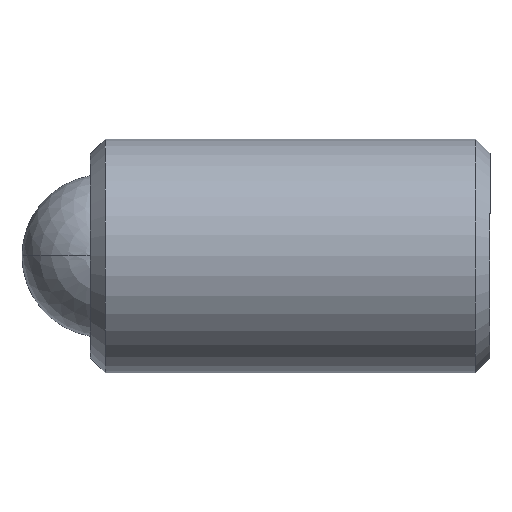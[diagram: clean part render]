
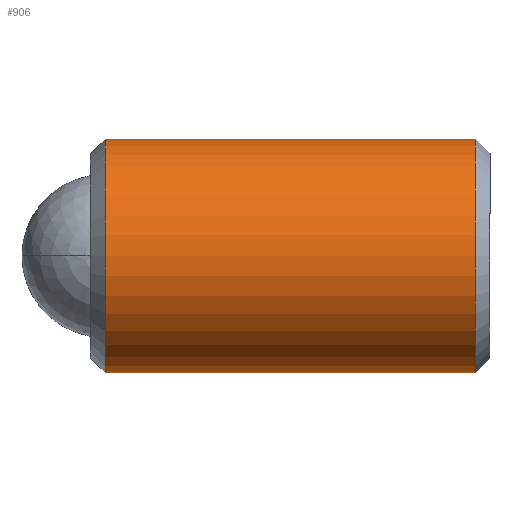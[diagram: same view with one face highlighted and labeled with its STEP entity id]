
A CAD part, top view. The second image highlights one B-rep face of the part: STEP entity #906.
In plain terms, the highlighted cylindrical face has radius 2 mm (diameter 4 mm), a partial arc.
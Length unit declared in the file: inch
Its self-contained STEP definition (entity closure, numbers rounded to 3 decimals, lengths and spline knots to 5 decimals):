
#6 = DIRECTION ( 'NONE',  ( -1., 0., 0. ) ) ;
#14 = VERTEX_POINT ( 'NONE', #531 ) ;
#21 = CARTESIAN_POINT ( 'NONE',  ( -0.18291, 0.06968, 0.25871 ) ) ;
#65 = EDGE_CURVE ( 'NONE', #1441, #532, #614, .T. ) ;
#356 = EDGE_LOOP ( 'NONE', ( #1371, #797, #719, #1018 ) ) ;
#370 = DIRECTION ( 'NONE',  ( -1., 0., 0. ) ) ;
#472 = AXIS2_PLACEMENT_3D ( 'NONE', #1595, #1440, #1207 ) ;
#505 = EDGE_CURVE ( 'NONE', #532, #14, #698, .T. ) ;
#526 = VECTOR ( 'NONE', #893, 39.37008 ) ;
#527 = DIRECTION ( 'NONE',  ( 1., 0., 0. ) ) ;
#531 = CARTESIAN_POINT ( 'NONE',  ( -0.18291, -0.00906, 0.25871 ) ) ;
#532 = VERTEX_POINT ( 'NONE', #1067 ) ;
#614 = LINE ( 'NONE', #637, #975 ) ;
#637 = CARTESIAN_POINT ( 'NONE',  ( -0.10688, 0.14842, 0.25871 ) ) ;
#641 = EDGE_CURVE ( 'NONE', #1331, #1441, #1590, .T. ) ;
#698 = CIRCLE ( 'NONE', #785, 0.07874 ) ;
#719 = ORIENTED_EDGE ( 'NONE', *, *, #505, .T. ) ;
#762 = CARTESIAN_POINT ( 'NONE',  ( -0.10688, 0.06968, 0.25871 ) ) ;
#785 = AXIS2_PLACEMENT_3D ( 'NONE', #21, #527, #1390 ) ;
#797 = ORIENTED_EDGE ( 'NONE', *, *, #65, .T. ) ;
#862 = EDGE_CURVE ( 'NONE', #1331, #14, #1073, .T. ) ;
#879 = DIRECTION ( 'NONE',  ( 0., -1., 0. ) ) ;
#887 = CYLINDRICAL_SURFACE ( 'NONE', #1199, 0.07874 ) ;
#893 = DIRECTION ( 'NONE',  ( -1., 0., 0. ) ) ;
#906 = ADVANCED_FACE ( 'NONE', ( #1310 ), #887, .T. ) ;
#975 = VECTOR ( 'NONE', #6, 39.37008 ) ;
#1018 = ORIENTED_EDGE ( 'NONE', *, *, #862, .F. ) ;
#1067 = CARTESIAN_POINT ( 'NONE',  ( -0.18291, 0.14842, 0.25871 ) ) ;
#1073 = LINE ( 'NONE', #1493, #526 ) ;
#1140 = CARTESIAN_POINT ( 'NONE',  ( 0.06605, 0.14842, 0.25871 ) ) ;
#1199 = AXIS2_PLACEMENT_3D ( 'NONE', #762, #370, #879 ) ;
#1207 = DIRECTION ( 'NONE',  ( 0., -1., 0. ) ) ;
#1310 = FACE_OUTER_BOUND ( 'NONE', #356, .T. ) ;
#1331 = VERTEX_POINT ( 'NONE', #1354 ) ;
#1354 = CARTESIAN_POINT ( 'NONE',  ( 0.06605, -0.00906, 0.25871 ) ) ;
#1371 = ORIENTED_EDGE ( 'NONE', *, *, #641, .T. ) ;
#1390 = DIRECTION ( 'NONE',  ( 0., 1., 0. ) ) ;
#1440 = DIRECTION ( 'NONE',  ( -1., 0., 0. ) ) ;
#1441 = VERTEX_POINT ( 'NONE', #1140 ) ;
#1493 = CARTESIAN_POINT ( 'NONE',  ( -0.10688, -0.00906, 0.25871 ) ) ;
#1590 = CIRCLE ( 'NONE', #472, 0.07874 ) ;
#1595 = CARTESIAN_POINT ( 'NONE',  ( 0.06605, 0.06968, 0.25871 ) ) ;
